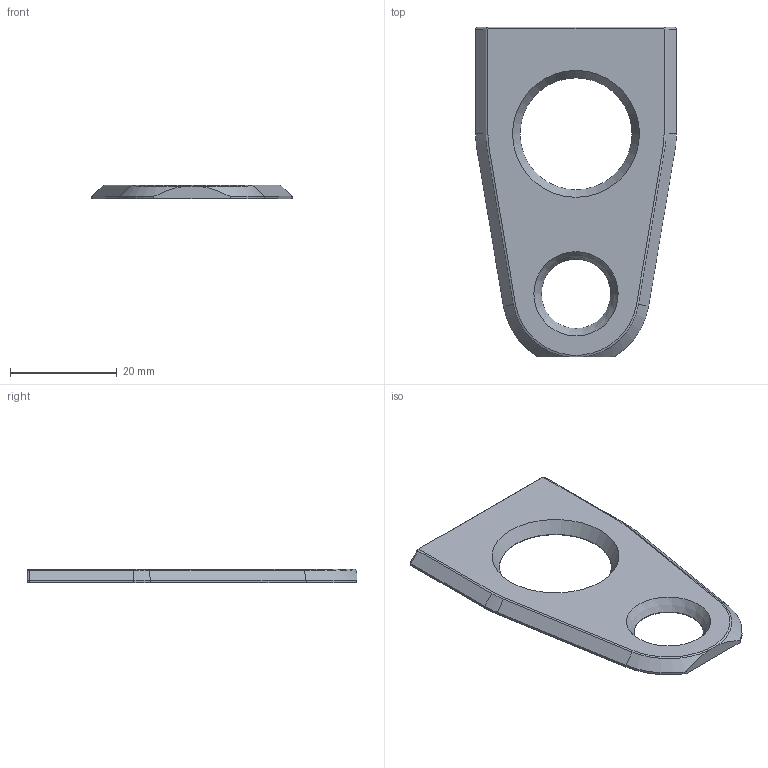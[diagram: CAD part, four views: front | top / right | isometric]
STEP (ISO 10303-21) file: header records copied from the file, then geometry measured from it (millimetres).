
FILE_DESCRIPTION(/* description */ (''),/* implementation_level */ '2;1');
FILE_NAME(/* name */ 'RearBearingPlate_BallPowder.V1x.V2x.step',/* time_stamp */ '2026-01-27T00:45:21-07:00',/* author */ (''),/* organization */ (''),/* preprocessor_version */ 'ST-DEVELOPER v20.1',/* originating_system */ 'Autodesk Translation Framework v14.21.0.0',/* authorisation */ '');
FILE_SCHEMA (('AUTOMOTIVE_DESIGN { 1 0 10303 214 3 1 1 }'));
Length unit declared in the file: millimetre
Products named in the file (1): RearVolumeReducer_Back
Bounding box: 37.6 x 61.8 x 2.5 mm (x, y, z)
Volume: 3383.7 mm3; surface area: 3530.9 mm2
Topology: 1 solids, 1 shells, 40 faces, 98 edges, 60 vertices
Faces by surface type: plane 17, cylinder 10, cone 7, bspline 6
Full cylindrical faces by diameter (mm): 13 x1, 21 x1
Entity records: 1312 total; most frequent: CARTESIAN_POINT 347, ORIENTED_EDGE 196, DIRECTION 182, EDGE_CURVE 98, LINE 62, VECTOR 62, VERTEX_POINT 60, AXIS2_PLACEMENT_3D 60
